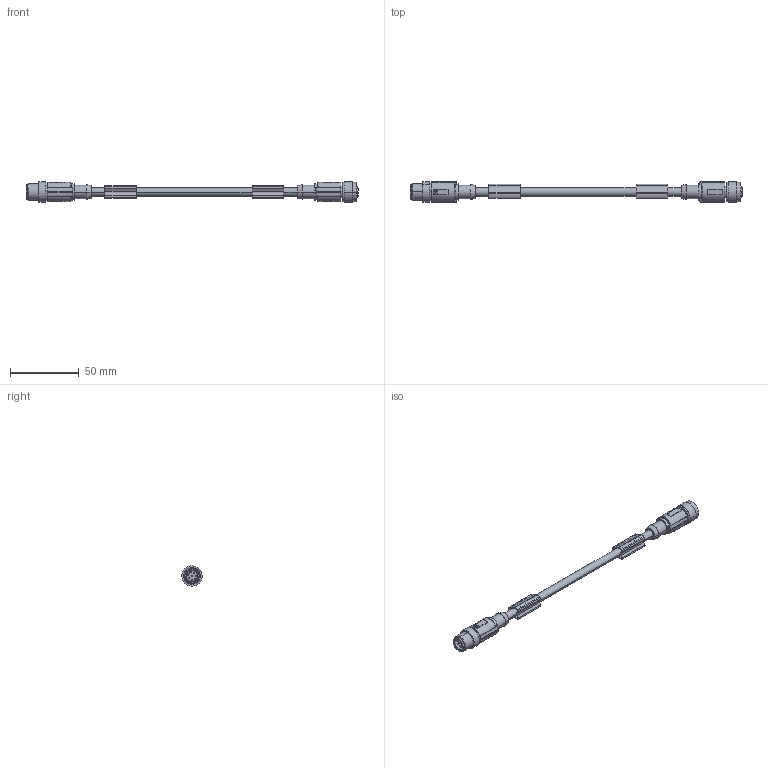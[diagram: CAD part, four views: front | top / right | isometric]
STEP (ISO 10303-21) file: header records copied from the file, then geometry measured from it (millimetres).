
FILE_DESCRIPTION(/* description */ ('Alibre Inc.'),/* implementation_level */ '2;1');
FILE_NAME(/* name */ 'export-3DCCBBE9-DE3B-46B5-92F4-06760416091E',/* time_stamp */ '2022-12-02T11:34:51+01:00',/* author */ (''),/* organization */ (''),/* preprocessor_version */ 'ST-DEVELOPER v17',/* originating_system */ 'Alibre',/* authorisation */ '');
FILE_SCHEMA (('AUTOMOTIVE_DESIGN'));
Length unit declared in the file: millimetre
Products named in the file (2): 1523007
Bounding box: 241.3 x 15 x 14.77 mm (x, y, z)
Volume: 15995.6 mm3; surface area: 11358.5 mm2
Topology: 1 solids, 1 shells, 456 faces, 1199 edges, 797 vertices
Faces by surface type: cylinder 195, plane 164, bspline 54, cone 31, torus 12
Entity records: 18533 total; most frequent: CARTESIAN_POINT 7143, ORIENTED_EDGE 2398, DIRECTION 2061, EDGE_CURVE 1199, AXIS2_PLACEMENT_3D 846, VERTEX_POINT 797, VECTOR 545, LINE 545
